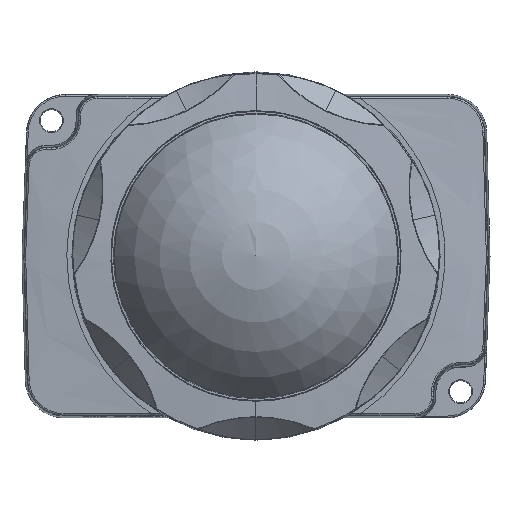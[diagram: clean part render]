
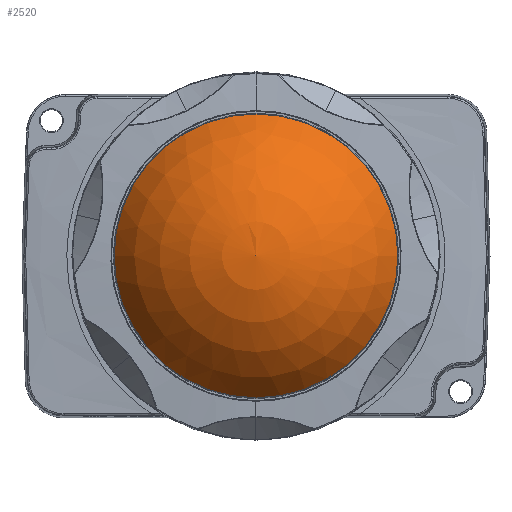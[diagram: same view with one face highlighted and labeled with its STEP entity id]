
A CAD part, top view. The second image highlights one B-rep face of the part: STEP entity #2520.
In plain terms, the highlighted spherical face has radius 32 mm.
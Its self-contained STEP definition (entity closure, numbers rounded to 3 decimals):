
#1624=SPHERICAL_SURFACE('',#6629,32.);
#2075=FACE_OUTER_BOUND('',#3489,.T.);
#2231=CIRCLE('',#6628,27.743);
#2520=ADVANCED_FACE('',(#2075),#1624,.T.);
#3489=EDGE_LOOP('',(#4636));
#4636=ORIENTED_EDGE('',*,*,#5914,.T.);
#5295=VERTEX_POINT('',#14326);
#5914=EDGE_CURVE('',#5295,#5295,#2231,.T.);
#6628=AXIS2_PLACEMENT_3D('',#14325,#7459,#7460);
#6629=AXIS2_PLACEMENT_3D('',#14327,#7461,#7462);
#7459=DIRECTION('',(0.,0.,1.));
#7460=DIRECTION('',(0.,-1.,0.));
#7461=DIRECTION('',(0.,0.,1.));
#7462=DIRECTION('',(0.,1.,0.));
#14325=CARTESIAN_POINT('',(60.,40.,13.088));
#14326=CARTESIAN_POINT('',(60.,12.257,13.088));
#14327=CARTESIAN_POINT('',(60.,40.,-2.859));
